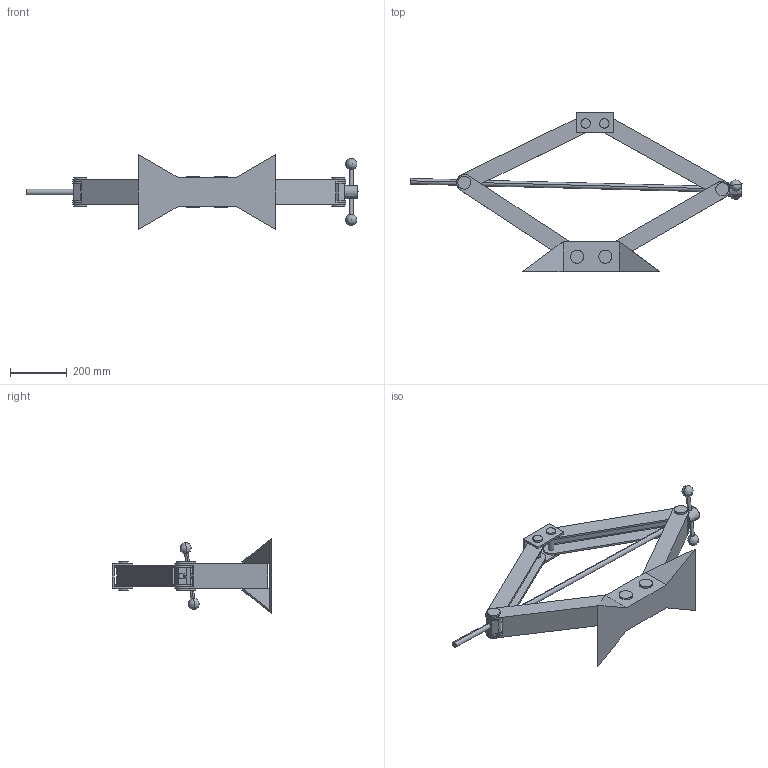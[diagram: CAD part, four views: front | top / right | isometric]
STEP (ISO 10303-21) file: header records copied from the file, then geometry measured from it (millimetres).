
FILE_DESCRIPTION(('FreeCAD Model'),'2;1');
FILE_NAME('Open CASCADE Shape Model','2025-05-04T12:49:55',('FreeCAD'),( 'FreeCAD'),'Open CASCADE STEP processor 7.6','FreeCAD','Unknown');
FILE_SCHEMA(('AUTOMOTIVE_DESIGN { 1 0 10303 214 1 1 1 1 }'));
Length unit declared in the file: millimetre
Products named in the file (1): Open CASCADE STEP translator 7.6 1
Bounding box: 1167.42 x 560.86 x 263.72 mm (x, y, z)
Volume: 4432456.1 mm3; surface area: 1312231.4 mm2
Topology: 14 solids, 14 shells, 255 faces, 624 edges, 412 vertices
Faces by surface type: bspline 255
Entity records: 8406 total; most frequent: CARTESIAN_POINT 4711, ORIENTED_EDGE 1240, EDGE_CURVE 620, VERTEX_POINT 412, B_SPLINE_CURVE_WITH_KNOTS 354, FACE_BOUND 328, EDGE_LOOP 328, ADVANCED_FACE 255
